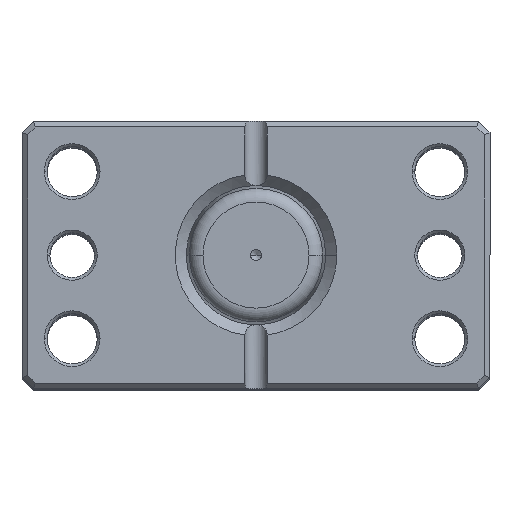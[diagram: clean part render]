
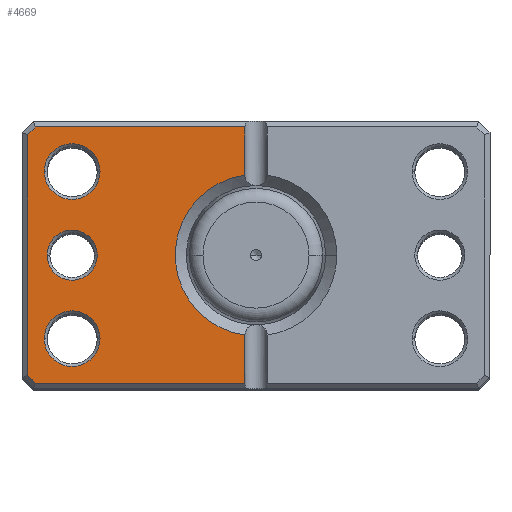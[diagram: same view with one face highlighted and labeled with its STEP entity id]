
A CAD part, top view. The second image highlights one B-rep face of the part: STEP entity #4669.
In plain terms, the highlighted face is planar.
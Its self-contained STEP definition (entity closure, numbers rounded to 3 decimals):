
#31 = ORIENTED_EDGE ( 'NONE', *, *, #5033, .T. ) ;
#40 = EDGE_CURVE ( 'NONE', #505, #5060, #331, .T. ) ;
#111 = CIRCLE ( 'NONE', #601, 5. ) ;
#115 = CARTESIAN_POINT ( 'NONE',  ( 38., -15., 0. ) ) ;
#185 = DIRECTION ( 'NONE',  ( 0., -1., 0. ) ) ;
#221 = ORIENTED_EDGE ( 'NONE', *, *, #1907, .T. ) ;
#331 = CIRCLE ( 'NONE', #803, 5. ) ;
#350 = EDGE_CURVE ( 'NONE', #3327, #2846, #4609, .T. ) ;
#358 = VERTEX_POINT ( 'NONE', #1500 ) ;
#381 = VECTOR ( 'NONE', #1696, 1000. ) ;
#505 = VERTEX_POINT ( 'NONE', #1000 ) ;
#513 = VECTOR ( 'NONE', #4264, 1000. ) ;
#555 = CARTESIAN_POINT ( 'NONE',  ( 33., 0., 0. ) ) ;
#563 = VERTEX_POINT ( 'NONE', #5803 ) ;
#601 = AXIS2_PLACEMENT_3D ( 'NONE', #6244, #3043, #6788 ) ;
#695 = CARTESIAN_POINT ( 'NONE',  ( 28.5, 0., 0. ) ) ;
#752 = CARTESIAN_POINT ( 'NONE',  ( 31.293, -31.293, 0. ) ) ;
#803 = AXIS2_PLACEMENT_3D ( 'NONE', #1510, #1249, #1197 ) ;
#818 = DIRECTION ( 'NONE',  ( -0.707, -0.707, 0. ) ) ;
#878 = CARTESIAN_POINT ( 'NONE',  ( 39.586, 23., 0. ) ) ;
#892 = CIRCLE ( 'NONE', #2837, 4.5 ) ;
#935 = AXIS2_PLACEMENT_3D ( 'NONE', #2223, #5420, #5949 ) ;
#984 = VERTEX_POINT ( 'NONE', #2307 ) ;
#1000 = CARTESIAN_POINT ( 'NONE',  ( 28., -15., 0. ) ) ;
#1109 = CARTESIAN_POINT ( 'NONE',  ( 31.293, 31.293, 0. ) ) ;
#1142 = EDGE_LOOP ( 'NONE', ( #221, #5567, #2314, #6214, #6399, #1636, #2424, #31 ) ) ;
#1197 = DIRECTION ( 'NONE',  ( 1., 0., 0. ) ) ;
#1202 = VECTOR ( 'NONE', #185, 1000. ) ;
#1248 = CIRCLE ( 'NONE', #2912, 14.5 ) ;
#1249 = DIRECTION ( 'NONE',  ( 0., 0., 1. ) ) ;
#1435 = CARTESIAN_POINT ( 'NONE',  ( 33., 15., 0. ) ) ;
#1442 = EDGE_CURVE ( 'NONE', #2846, #2098, #3833, .T. ) ;
#1500 = CARTESIAN_POINT ( 'NONE',  ( 37.5, 0., 0. ) ) ;
#1510 = CARTESIAN_POINT ( 'NONE',  ( 33., -15., 0. ) ) ;
#1513 = EDGE_CURVE ( 'NONE', #5145, #358, #892, .T. ) ;
#1518 = DIRECTION ( 'NONE',  ( 0., 0., 1. ) ) ;
#1582 = FACE_BOUND ( 'NONE', #3529, .T. ) ;
#1593 = EDGE_CURVE ( 'NONE', #563, #984, #3155, .T. ) ;
#1636 = ORIENTED_EDGE ( 'NONE', *, *, #1725, .T. ) ;
#1696 = DIRECTION ( 'NONE',  ( 0., 1., 0. ) ) ;
#1725 = EDGE_CURVE ( 'NONE', #4935, #563, #2994, .T. ) ;
#1755 = VECTOR ( 'NONE', #818, 1000. ) ;
#1854 = CARTESIAN_POINT ( 'NONE',  ( 38., 15., 0. ) ) ;
#1907 = EDGE_CURVE ( 'NONE', #2694, #2242, #3164, .T. ) ;
#1940 = EDGE_CURVE ( 'NONE', #358, #5145, #5841, .T. ) ;
#1965 = DIRECTION ( 'NONE',  ( 1., 0., 0. ) ) ;
#2098 = VERTEX_POINT ( 'NONE', #878 ) ;
#2162 = DIRECTION ( 'NONE',  ( -1., 0., 0. ) ) ;
#2223 = CARTESIAN_POINT ( 'NONE',  ( 33., 15., 0. ) ) ;
#2242 = VERTEX_POINT ( 'NONE', #5742 ) ;
#2307 = CARTESIAN_POINT ( 'NONE',  ( 39.586, -23., 0. ) ) ;
#2314 = ORIENTED_EDGE ( 'NONE', *, *, #350, .T. ) ;
#2424 = ORIENTED_EDGE ( 'NONE', *, *, #1593, .T. ) ;
#2469 = CARTESIAN_POINT ( 'NONE',  ( 2., -23., 0. ) ) ;
#2591 = DIRECTION ( 'NONE',  ( 1., 0., 0. ) ) ;
#2594 = EDGE_CURVE ( 'NONE', #6637, #4616, #6099, .T. ) ;
#2694 = VERTEX_POINT ( 'NONE', #2469 ) ;
#2813 = CARTESIAN_POINT ( 'NONE',  ( 41., 0., 0. ) ) ;
#2824 = DIRECTION ( 'NONE',  ( 0., 0., 1. ) ) ;
#2837 = AXIS2_PLACEMENT_3D ( 'NONE', #4607, #1518, #5091 ) ;
#2846 = VERTEX_POINT ( 'NONE', #6253 ) ;
#2902 = VECTOR ( 'NONE', #2162, 1000. ) ;
#2912 = AXIS2_PLACEMENT_3D ( 'NONE', #6031, #2824, #6585 ) ;
#2994 = LINE ( 'NONE', #2813, #1202 ) ;
#3008 = ORIENTED_EDGE ( 'NONE', *, *, #40, .T. ) ;
#3043 = DIRECTION ( 'NONE',  ( 0., 0., 1. ) ) ;
#3106 = ORIENTED_EDGE ( 'NONE', *, *, #1940, .T. ) ;
#3140 = FACE_BOUND ( 'NONE', #5115, .T. ) ;
#3155 = LINE ( 'NONE', #752, #1755 ) ;
#3164 = LINE ( 'NONE', #3321, #381 ) ;
#3182 = VECTOR ( 'NONE', #6463, 1000. ) ;
#3321 = CARTESIAN_POINT ( 'NONE',  ( 2., 24., 0. ) ) ;
#3327 = VERTEX_POINT ( 'NONE', #3731 ) ;
#3425 = AXIS2_PLACEMENT_3D ( 'NONE', #555, #5316, #3696 ) ;
#3529 = EDGE_LOOP ( 'NONE', ( #5687, #5946 ) ) ;
#3634 = LINE ( 'NONE', #5911, #2902 ) ;
#3696 = DIRECTION ( 'NONE',  ( 1., 0., 0. ) ) ;
#3731 = CARTESIAN_POINT ( 'NONE',  ( 2., 14.361, 0. ) ) ;
#3833 = LINE ( 'NONE', #4735, #4324 ) ;
#4182 = CARTESIAN_POINT ( 'NONE',  ( 0., 0., 0. ) ) ;
#4264 = DIRECTION ( 'NONE',  ( 0.707, -0.707, 0. ) ) ;
#4324 = VECTOR ( 'NONE', #5196, 1000. ) ;
#4403 = FACE_OUTER_BOUND ( 'NONE', #1142, .T. ) ;
#4554 = EDGE_CURVE ( 'NONE', #4616, #6637, #6836, .T. ) ;
#4601 = CARTESIAN_POINT ( 'NONE',  ( 41., 21.586, 0. ) ) ;
#4607 = CARTESIAN_POINT ( 'NONE',  ( 33., 0., 0. ) ) ;
#4609 = LINE ( 'NONE', #6560, #3182 ) ;
#4616 = VERTEX_POINT ( 'NONE', #6822 ) ;
#4669 = ADVANCED_FACE ( 'NONE', ( #3140, #4723, #1582, #4403 ), #4717, .F. ) ;
#4717 = PLANE ( 'NONE',  #5014 ) ;
#4723 = FACE_BOUND ( 'NONE', #5801, .T. ) ;
#4735 = CARTESIAN_POINT ( 'NONE',  ( 0., 23., 0. ) ) ;
#4935 = VERTEX_POINT ( 'NONE', #4601 ) ;
#5014 = AXIS2_PLACEMENT_3D ( 'NONE', #4182, #5805, #2591 ) ;
#5033 = EDGE_CURVE ( 'NONE', #984, #2694, #3634, .T. ) ;
#5060 = VERTEX_POINT ( 'NONE', #115 ) ;
#5091 = DIRECTION ( 'NONE',  ( 1., 0., 0. ) ) ;
#5115 = EDGE_LOOP ( 'NONE', ( #5503, #3106 ) ) ;
#5145 = VERTEX_POINT ( 'NONE', #695 ) ;
#5166 = DIRECTION ( 'NONE',  ( 0., 0., 1. ) ) ;
#5196 = DIRECTION ( 'NONE',  ( 1., 0., 0. ) ) ;
#5316 = DIRECTION ( 'NONE',  ( 0., 0., 1. ) ) ;
#5395 = EDGE_CURVE ( 'NONE', #5060, #505, #111, .T. ) ;
#5420 = DIRECTION ( 'NONE',  ( 0., 0., 1. ) ) ;
#5503 = ORIENTED_EDGE ( 'NONE', *, *, #1513, .T. ) ;
#5567 = ORIENTED_EDGE ( 'NONE', *, *, #5715, .T. ) ;
#5578 = EDGE_CURVE ( 'NONE', #2098, #4935, #5978, .T. ) ;
#5687 = ORIENTED_EDGE ( 'NONE', *, *, #4554, .T. ) ;
#5715 = EDGE_CURVE ( 'NONE', #2242, #3327, #1248, .T. ) ;
#5742 = CARTESIAN_POINT ( 'NONE',  ( 2., -14.361, 0. ) ) ;
#5801 = EDGE_LOOP ( 'NONE', ( #3008, #6101 ) ) ;
#5803 = CARTESIAN_POINT ( 'NONE',  ( 41., -21.586, 0. ) ) ;
#5805 = DIRECTION ( 'NONE',  ( 0., 0., 1. ) ) ;
#5841 = CIRCLE ( 'NONE', #3425, 4.5 ) ;
#5911 = CARTESIAN_POINT ( 'NONE',  ( 0., -23., 0. ) ) ;
#5946 = ORIENTED_EDGE ( 'NONE', *, *, #2594, .T. ) ;
#5949 = DIRECTION ( 'NONE',  ( 1., 0., 0. ) ) ;
#5978 = LINE ( 'NONE', #1109, #513 ) ;
#6031 = CARTESIAN_POINT ( 'NONE',  ( 0., 0., 0. ) ) ;
#6099 = CIRCLE ( 'NONE', #935, 5. ) ;
#6101 = ORIENTED_EDGE ( 'NONE', *, *, #5395, .T. ) ;
#6214 = ORIENTED_EDGE ( 'NONE', *, *, #1442, .T. ) ;
#6244 = CARTESIAN_POINT ( 'NONE',  ( 33., -15., 0. ) ) ;
#6253 = CARTESIAN_POINT ( 'NONE',  ( 2., 23., 0. ) ) ;
#6399 = ORIENTED_EDGE ( 'NONE', *, *, #5578, .T. ) ;
#6463 = DIRECTION ( 'NONE',  ( 0., 1., 0. ) ) ;
#6560 = CARTESIAN_POINT ( 'NONE',  ( 2., 24., 0. ) ) ;
#6585 = DIRECTION ( 'NONE',  ( 1., 0., 0. ) ) ;
#6601 = AXIS2_PLACEMENT_3D ( 'NONE', #1435, #5166, #1965 ) ;
#6637 = VERTEX_POINT ( 'NONE', #1854 ) ;
#6788 = DIRECTION ( 'NONE',  ( 1., 0., 0. ) ) ;
#6822 = CARTESIAN_POINT ( 'NONE',  ( 28., 15., 0. ) ) ;
#6836 = CIRCLE ( 'NONE', #6601, 5. ) ;
